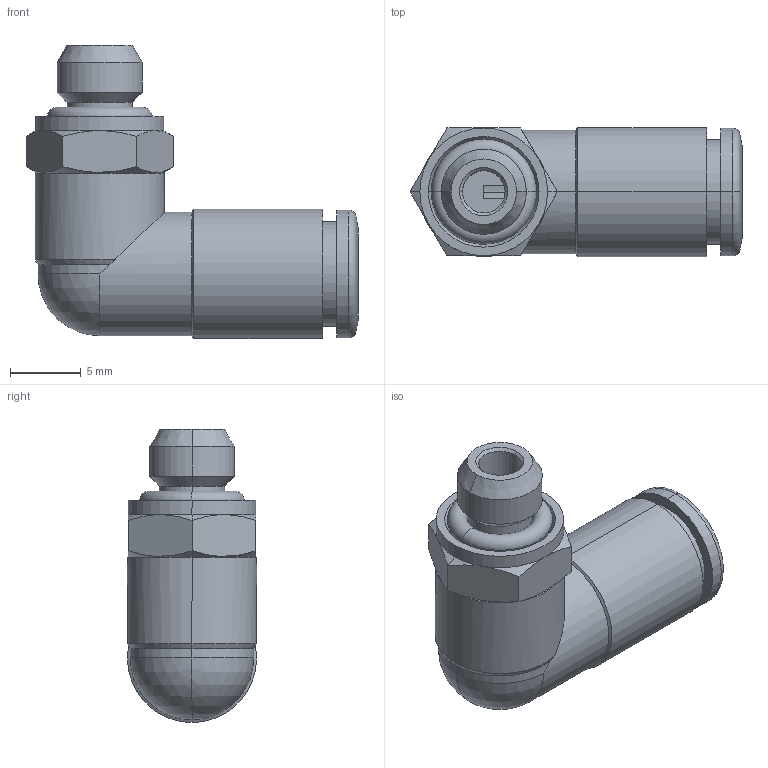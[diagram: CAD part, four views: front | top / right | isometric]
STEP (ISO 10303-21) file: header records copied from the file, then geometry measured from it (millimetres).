
FILE_DESCRIPTION(('no description'),'unknown implementation level');
FILE_NAME('8_12_0128_FILE_1.stp',' ',('HIWIN GmbH'),('CADClick - KiM GmbH - www.kimweb.de'),'unknown preprocess','ACIS','unknown authorization');
FILE_SCHEMA(('automotive_design'));
Length unit declared in the file: millimetre
Products named in the file (2): 8-12-0128_FILE
Bounding box: 23.4 x 9.1 x 20.65 mm (x, y, z)
Volume: 1397.5 mm3; surface area: 1929.7 mm2
Topology: 2 solids, 2 shells, 104 faces, 228 edges, 129 vertices
Faces by surface type: cone 36, cylinder 32, plane 24, torus 10, sphere 2
Entity records: 5670 total; most frequent: CARTESIAN_POINT 720, DIRECTION 537, STYLED_ITEM 461, PRESENTATION_STYLE_ASSIGNMENT 461, COLOUR_RGB 461, ORIENTED_EDGE 452, AXIS2_PLACEMENT_3D 231, EDGE_CURVE 226
